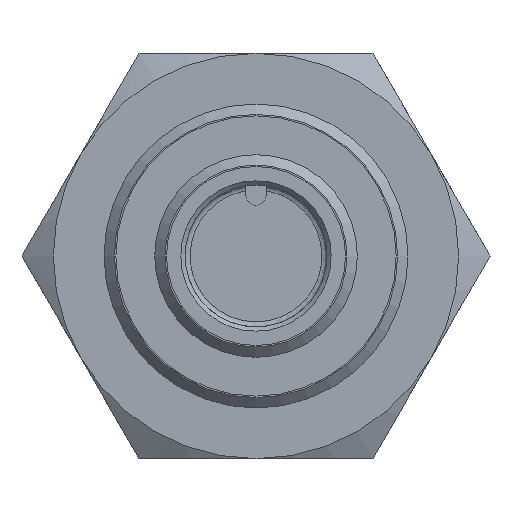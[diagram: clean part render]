
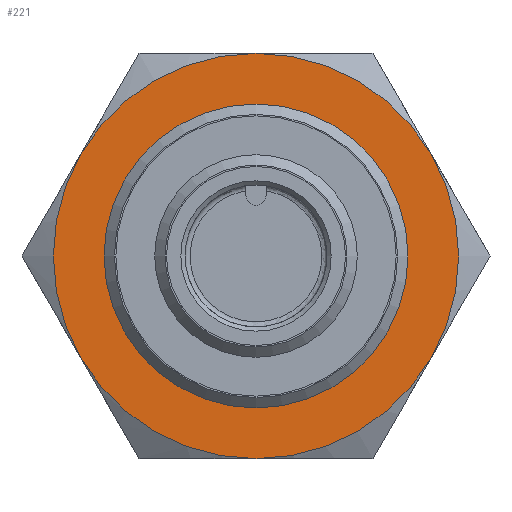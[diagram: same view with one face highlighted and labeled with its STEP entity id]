
A CAD part, left-side view. The second image highlights one B-rep face of the part: STEP entity #221.
In plain terms, the highlighted face is planar.
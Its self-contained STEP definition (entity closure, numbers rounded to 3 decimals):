
#221 = ADVANCED_FACE( '', ( #339, #340 ), #341, .F. );
#339 = FACE_BOUND( '', #470, .T. );
#340 = FACE_OUTER_BOUND( '', #471, .T. );
#341 = PLANE( '', #472 );
#470 = EDGE_LOOP( '', ( #740 ) );
#471 = EDGE_LOOP( '', ( #741, #742, #743, #744, #745, #746 ) );
#472 = AXIS2_PLACEMENT_3D( '', #747, #748, #749 );
#740 = ORIENTED_EDGE( '', *, *, #888, .F. );
#741 = ORIENTED_EDGE( '', *, *, #889, .T. );
#742 = ORIENTED_EDGE( '', *, *, #884, .T. );
#743 = ORIENTED_EDGE( '', *, *, #887, .T. );
#744 = ORIENTED_EDGE( '', *, *, #883, .T. );
#745 = ORIENTED_EDGE( '', *, *, #890, .T. );
#746 = ORIENTED_EDGE( '', *, *, #886, .T. );
#747 = CARTESIAN_POINT( '', ( 4., 12., 0. ) );
#748 = DIRECTION( '', ( -1., 0., 0. ) );
#749 = DIRECTION( '', ( 0., 0., 1. ) );
#883 = EDGE_CURVE( '', #982, #1017, #1019, .T. );
#884 = EDGE_CURVE( '', #999, #992, #1020, .T. );
#886 = EDGE_CURVE( '', #1021, #1009, #1023, .T. );
#887 = EDGE_CURVE( '', #992, #982, #1024, .T. );
#888 = EDGE_CURVE( '', #1025, #1025, #1026, .T. );
#889 = EDGE_CURVE( '', #1009, #999, #1027, .T. );
#890 = EDGE_CURVE( '', #1017, #1021, #1028, .T. );
#982 = VERTEX_POINT( '', #1244 );
#992 = VERTEX_POINT( '', #1291 );
#999 = VERTEX_POINT( '', #1318 );
#1009 = VERTEX_POINT( '', #1353 );
#1017 = VERTEX_POINT( '', #1386 );
#1019 = CIRCLE( '', #1393, 12. );
#1020 = CIRCLE( '', #1394, 12. );
#1021 = VERTEX_POINT( '', #1395 );
#1023 = CIRCLE( '', #1404, 12. );
#1024 = CIRCLE( '', #1405, 12. );
#1025 = VERTEX_POINT( '', #1406 );
#1026 = CIRCLE( '', #1407, 9. );
#1027 = CIRCLE( '', #1408, 12. );
#1028 = CIRCLE( '', #1409, 12. );
#1244 = CARTESIAN_POINT( '', ( 4., 0., 12. ) );
#1291 = CARTESIAN_POINT( '', ( 4., 10.392, 6. ) );
#1318 = CARTESIAN_POINT( '', ( 4., 10.392, -6. ) );
#1353 = CARTESIAN_POINT( '', ( 4., 0., -12. ) );
#1386 = CARTESIAN_POINT( '', ( 4., -10.392, 6. ) );
#1393 = AXIS2_PLACEMENT_3D( '', #1559, #1560, #1561 );
#1394 = AXIS2_PLACEMENT_3D( '', #1562, #1563, #1564 );
#1395 = CARTESIAN_POINT( '', ( 4., -10.392, -6. ) );
#1404 = AXIS2_PLACEMENT_3D( '', #1565, #1566, #1567 );
#1405 = AXIS2_PLACEMENT_3D( '', #1568, #1569, #1570 );
#1406 = CARTESIAN_POINT( '', ( 4., 0., -9. ) );
#1407 = AXIS2_PLACEMENT_3D( '', #1571, #1572, #1573 );
#1408 = AXIS2_PLACEMENT_3D( '', #1574, #1575, #1576 );
#1409 = AXIS2_PLACEMENT_3D( '', #1577, #1578, #1579 );
#1559 = CARTESIAN_POINT( '', ( 4., 0., 0. ) );
#1560 = DIRECTION( '', ( 1., 0., 0. ) );
#1561 = DIRECTION( '', ( 0., 0., -1. ) );
#1562 = CARTESIAN_POINT( '', ( 4., 0., 0. ) );
#1563 = DIRECTION( '', ( 1., 0., 0. ) );
#1564 = DIRECTION( '', ( 0., 0., -1. ) );
#1565 = CARTESIAN_POINT( '', ( 4., 0., 0. ) );
#1566 = DIRECTION( '', ( 1., 0., 0. ) );
#1567 = DIRECTION( '', ( 0., 0., -1. ) );
#1568 = CARTESIAN_POINT( '', ( 4., 0., 0. ) );
#1569 = DIRECTION( '', ( 1., 0., 0. ) );
#1570 = DIRECTION( '', ( 0., 0., -1. ) );
#1571 = CARTESIAN_POINT( '', ( 4., 0., 0. ) );
#1572 = DIRECTION( '', ( 1., 0., 0. ) );
#1573 = DIRECTION( '', ( 0., 0., -1. ) );
#1574 = CARTESIAN_POINT( '', ( 4., 0., 0. ) );
#1575 = DIRECTION( '', ( 1., 0., 0. ) );
#1576 = DIRECTION( '', ( 0., 0., -1. ) );
#1577 = CARTESIAN_POINT( '', ( 4., 0., 0. ) );
#1578 = DIRECTION( '', ( 1., 0., 0. ) );
#1579 = DIRECTION( '', ( 0., 0., -1. ) );
